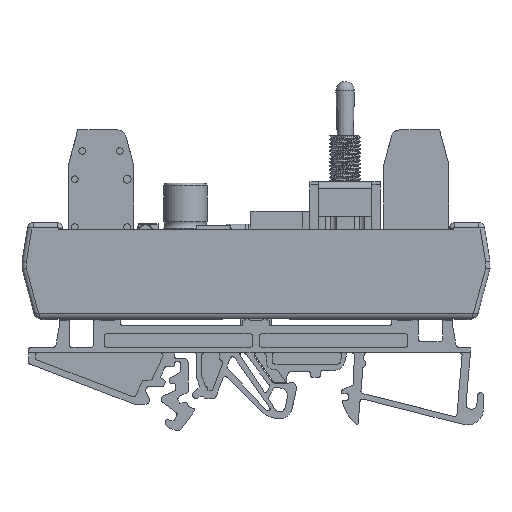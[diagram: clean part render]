
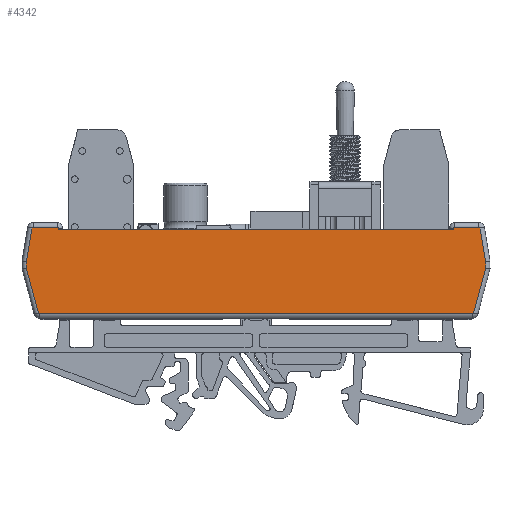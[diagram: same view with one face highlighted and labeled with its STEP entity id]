
A CAD part, left-side view. The second image highlights one B-rep face of the part: STEP entity #4342.
In plain terms, the highlighted face is planar.
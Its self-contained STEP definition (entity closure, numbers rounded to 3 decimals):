
#4342=ADVANCED_FACE('',(#10331),#10332,.F.);
#10331=FACE_OUTER_BOUND('',#18466,.T.);
#10332=PLANE('',#18467);
#18466=EDGE_LOOP('',(#28659,#28660,#28661,#28662,#28663,#28664,#28665,#28666,#28667,#28668,#28669,#28670,#28671,#28672,#28673,#28674,#28675,#28676));
#18467=AXIS2_PLACEMENT_3D('',#28677,#28678,#28679);
#28659=ORIENTED_EDGE('',*,*,#51334,.T.);
#28660=ORIENTED_EDGE('',*,*,#51335,.T.);
#28661=ORIENTED_EDGE('',*,*,#51336,.T.);
#28662=ORIENTED_EDGE('',*,*,#51337,.T.);
#28663=ORIENTED_EDGE('',*,*,#51338,.T.);
#28664=ORIENTED_EDGE('',*,*,#51339,.T.);
#28665=ORIENTED_EDGE('',*,*,#51340,.T.);
#28666=ORIENTED_EDGE('',*,*,#51341,.T.);
#28667=ORIENTED_EDGE('',*,*,#51342,.T.);
#28668=ORIENTED_EDGE('',*,*,#51343,.T.);
#28669=ORIENTED_EDGE('',*,*,#51344,.T.);
#28670=ORIENTED_EDGE('',*,*,#51345,.T.);
#28671=ORIENTED_EDGE('',*,*,#51346,.T.);
#28672=ORIENTED_EDGE('',*,*,#51347,.T.);
#28673=ORIENTED_EDGE('',*,*,#51348,.T.);
#28674=ORIENTED_EDGE('',*,*,#51349,.T.);
#28675=ORIENTED_EDGE('',*,*,#51350,.T.);
#28676=ORIENTED_EDGE('',*,*,#51351,.T.);
#28677=CARTESIAN_POINT('',(-44.118,16.502,0.8));
#28678=DIRECTION('',(0.0,0.0,-1.0));
#28679=DIRECTION('',(0.0,-1.0,0.0));
#51334=EDGE_CURVE('',#60588,#60589,#60590,.T.);
#51335=EDGE_CURVE('',#60589,#60591,#60592,.T.);
#51336=EDGE_CURVE('',#60591,#60593,#60594,.T.);
#51337=EDGE_CURVE('',#60593,#60595,#60596,.T.);
#51338=EDGE_CURVE('',#60595,#60597,#60598,.T.);
#51339=EDGE_CURVE('',#60597,#60599,#60600,.T.);
#51340=EDGE_CURVE('',#60599,#60601,#60602,.T.);
#51341=EDGE_CURVE('',#60601,#60603,#60604,.T.);
#51342=EDGE_CURVE('',#60603,#60605,#60606,.T.);
#51343=EDGE_CURVE('',#60605,#60607,#60608,.T.);
#51344=EDGE_CURVE('',#60607,#60609,#60610,.T.);
#51345=EDGE_CURVE('',#60609,#60611,#60612,.T.);
#51346=EDGE_CURVE('',#60611,#60613,#60614,.T.);
#51347=EDGE_CURVE('',#60613,#60615,#60616,.T.);
#51348=EDGE_CURVE('',#60615,#60617,#60618,.T.);
#51349=EDGE_CURVE('',#60617,#60619,#60620,.T.);
#51350=EDGE_CURVE('',#60619,#60621,#60622,.T.);
#51351=EDGE_CURVE('',#60621,#60588,#60623,.T.);
#60588=VERTEX_POINT('',#74234);
#60589=VERTEX_POINT('',#74235);
#60590=LINE('',#74236,#74237);
#60591=VERTEX_POINT('',#74238);
#60592=LINE('',#74239,#74240);
#60593=VERTEX_POINT('',#74241);
#60594=CIRCLE('',#74242,0.205);
#60595=VERTEX_POINT('',#74243);
#60596=LINE('',#74244,#74245);
#60597=VERTEX_POINT('',#74246);
#60598=CIRCLE('',#74247,0.205);
#60599=VERTEX_POINT('',#74248);
#60600=LINE('',#74249,#74250);
#60601=VERTEX_POINT('',#74251);
#60602=LINE('',#74252,#74253);
#60603=VERTEX_POINT('',#74254);
#60604=LINE('',#74255,#74256);
#60605=VERTEX_POINT('',#74257);
#60606=CIRCLE('',#74258,0.205);
#60607=VERTEX_POINT('',#74259);
#60608=LINE('',#74260,#74261);
#60609=VERTEX_POINT('',#74262);
#60610=CIRCLE('',#74263,0.205);
#60611=VERTEX_POINT('',#74264);
#60612=LINE('',#74265,#74266);
#60613=VERTEX_POINT('',#74267);
#60614=LINE('',#74268,#74269);
#60615=VERTEX_POINT('',#74270);
#60616=LINE('',#74271,#74272);
#60617=VERTEX_POINT('',#74273);
#60618=CIRCLE('',#74274,0.205);
#60619=VERTEX_POINT('',#74275);
#60620=LINE('',#74276,#74277);
#60621=VERTEX_POINT('',#74278);
#60622=CIRCLE('',#74279,0.205);
#60623=LINE('',#74280,#74281);
#74234=CARTESIAN_POINT('',(36.514,16.502,0.8));
#74235=CARTESIAN_POINT('',(-36.514,16.502,0.8));
#74236=CARTESIAN_POINT('',(35.714,16.502,0.8));
#74237=VECTOR('',#95593,1.0);
#74238=CARTESIAN_POINT('',(-36.514,16.699,0.8));
#74239=CARTESIAN_POINT('',(-36.514,16.502,0.8));
#74240=VECTOR('',#95594,1.0);
#74241=CARTESIAN_POINT('',(-36.719,16.902,0.8));
#74242=AXIS2_PLACEMENT_3D('',#95595,#95596,#95597);
#74243=CARTESIAN_POINT('',(-41.167,16.902,0.8));
#74244=CARTESIAN_POINT('',(-41.167,16.902,0.8));
#74245=VECTOR('',#95598,1.0);
#74246=CARTESIAN_POINT('',(-41.369,16.731,0.8));
#74247=AXIS2_PLACEMENT_3D('',#95599,#95600,#95601);
#74248=CARTESIAN_POINT('',(-42.402,10.483,0.8));
#74249=CARTESIAN_POINT('',(-42.413,10.418,0.8));
#74250=VECTOR('',#95602,1.0);
#74251=CARTESIAN_POINT('',(-42.402,9.308,0.8));
#74252=CARTESIAN_POINT('',(-42.402,9.203,0.8));
#74253=VECTOR('',#95603,1.0);
#74254=CARTESIAN_POINT('',(-40.189,1.05,0.8));
#74255=CARTESIAN_POINT('',(-40.189,1.05,0.8));
#74256=VECTOR('',#95604,1.0);
#74257=CARTESIAN_POINT('',(-39.991,0.899,0.8));
#74258=AXIS2_PLACEMENT_3D('',#95605,#95606,#95607);
#74259=CARTESIAN_POINT('',(39.991,0.899,0.8));
#74260=CARTESIAN_POINT('',(39.991,0.899,0.8));
#74261=VECTOR('',#95608,1.0);
#74262=CARTESIAN_POINT('',(40.189,1.05,0.8));
#74263=AXIS2_PLACEMENT_3D('',#95609,#95610,#95611);
#74264=CARTESIAN_POINT('',(42.402,9.308,0.8));
#74265=CARTESIAN_POINT('',(38.405,-5.609,0.8));
#74266=VECTOR('',#95612,1.0);
#74267=CARTESIAN_POINT('',(42.402,10.483,0.8));
#74268=CARTESIAN_POINT('',(42.402,16.502,0.8));
#74269=VECTOR('',#95613,1.0);
#74270=CARTESIAN_POINT('',(41.369,16.731,0.8));
#74271=CARTESIAN_POINT('',(39.133,30.263,0.8));
#74272=VECTOR('',#95614,1.0);
#74273=CARTESIAN_POINT('',(41.167,16.902,0.8));
#74274=AXIS2_PLACEMENT_3D('',#95615,#95616,#95617);
#74275=CARTESIAN_POINT('',(36.719,16.902,0.8));
#74276=CARTESIAN_POINT('',(-44.118,16.902,0.8));
#74277=VECTOR('',#95618,1.0);
#74278=CARTESIAN_POINT('',(36.514,16.699,0.8));
#74279=AXIS2_PLACEMENT_3D('',#95619,#95620,#95621);
#74280=CARTESIAN_POINT('',(36.514,16.502,0.8));
#74281=VECTOR('',#95622,1.0);
#95593=DIRECTION('',(-1.0,0.,0.0));
#95594=DIRECTION('',(0.0,1.0,0.0));
#95595=CARTESIAN_POINT('',(-36.719,16.698,0.8));
#95596=DIRECTION('',(0.0,0.0,1.0));
#95597=DIRECTION('',(-1.0,0.0,0.0));
#95598=DIRECTION('',(-1.0,0.,0.0));
#95599=CARTESIAN_POINT('',(-41.167,16.698,0.8));
#95600=DIRECTION('',(0.0,0.0,1.0));
#95601=DIRECTION('',(-1.0,0.0,0.0));
#95602=DIRECTION('',(-0.163,-0.987,0.0));
#95603=DIRECTION('',(0.0,-1.0,0.0));
#95604=DIRECTION('',(0.259,-0.966,0.0));
#95605=CARTESIAN_POINT('',(-39.991,1.103,0.8));
#95606=DIRECTION('',(0.0,0.0,1.0));
#95607=DIRECTION('',(-1.0,0.0,0.0));
#95608=DIRECTION('',(1.0,0.0,0.0));
#95609=CARTESIAN_POINT('',(39.991,1.103,0.8));
#95610=DIRECTION('',(0.0,0.0,1.0));
#95611=DIRECTION('',(-1.0,0.0,0.0));
#95612=DIRECTION('',(0.259,0.966,0.0));
#95613=DIRECTION('',(0.0,1.0,0.0));
#95614=DIRECTION('',(-0.163,0.987,0.0));
#95615=CARTESIAN_POINT('',(41.167,16.698,0.8));
#95616=DIRECTION('',(0.0,0.0,1.0));
#95617=DIRECTION('',(-1.0,0.0,0.0));
#95618=DIRECTION('',(-1.0,0.,0.0));
#95619=CARTESIAN_POINT('',(36.719,16.698,0.8));
#95620=DIRECTION('',(0.0,0.0,1.0));
#95621=DIRECTION('',(-1.0,0.0,0.0));
#95622=DIRECTION('',(0.0,-1.0,0.0));
